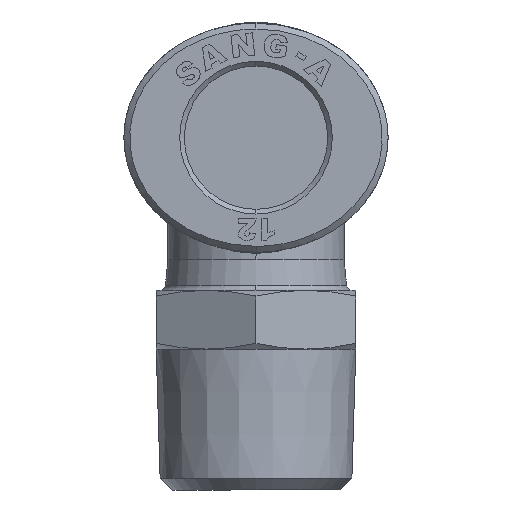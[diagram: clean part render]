
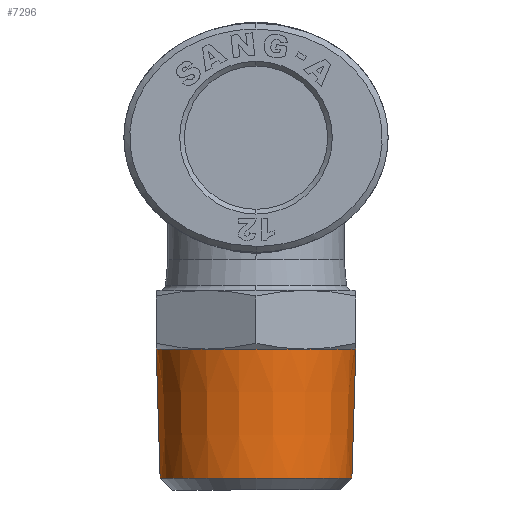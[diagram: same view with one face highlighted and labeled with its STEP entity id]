
A CAD part, left-side view. The second image highlights one B-rep face of the part: STEP entity #7296.
In plain terms, the highlighted conical face has half-angle 1.754 degrees and reference radius 8.5 mm.
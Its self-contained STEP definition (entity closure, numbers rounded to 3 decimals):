
#805 = CARTESIAN_POINT ( 'NONE',  ( -12.928, 0., -18. ) ) ;
#935 = CARTESIAN_POINT ( 'NONE',  ( -12.928, 0., -18. ) ) ;
#1254 = DIRECTION ( 'NONE',  ( 0., 0.031, 1. ) ) ;
#1313 = DIRECTION ( 'NONE',  ( 1., 0., 0. ) ) ;
#1599 = VERTEX_POINT ( 'NONE', #17969 ) ;
#3222 = DIRECTION ( 'NONE',  ( 0., 0., 1. ) ) ;
#3336 = CARTESIAN_POINT ( 'NONE',  ( -12.928, 8.5, -18. ) ) ;
#4077 = AXIS2_PLACEMENT_3D ( 'NONE', #935, #13739, #22140 ) ;
#4812 = DIRECTION ( 'NONE',  ( 0., -0.031, 1. ) ) ;
#5022 = CARTESIAN_POINT ( 'NONE',  ( -12.928, 0., -18. ) ) ;
#5097 = ORIENTED_EDGE ( 'NONE', *, *, #15877, .F. ) ;
#5132 = CIRCLE ( 'NONE', #25174, 8.5 ) ;
#5268 = EDGE_CURVE ( 'NONE', #6389, #1599, #7916, .T. ) ;
#6167 = CARTESIAN_POINT ( 'NONE',  ( -12.928, 8.163, -29. ) ) ;
#6389 = VERTEX_POINT ( 'NONE', #25384 ) ;
#6770 = CARTESIAN_POINT ( 'NONE',  ( -12.928, 0., -29. ) ) ;
#7085 = ORIENTED_EDGE ( 'NONE', *, *, #5268, .T. ) ;
#7296 = ADVANCED_FACE ( 'NONE', ( #19240 ), #22846, .T. ) ;
#7461 = VERTEX_POINT ( 'NONE', #6167 ) ;
#7916 = LINE ( 'NONE', #17017, #18373 ) ;
#9163 = DIRECTION ( 'NONE',  ( 0., 0., 1. ) ) ;
#9407 = AXIS2_PLACEMENT_3D ( 'NONE', #805, #9163, #21722 ) ;
#9832 = DIRECTION ( 'NONE',  ( 0., 0., 1. ) ) ;
#10587 = VECTOR ( 'NONE', #1254, 1000. ) ;
#11944 = EDGE_LOOP ( 'NONE', ( #5097, #22887, #7085, #20061, #19782, #24308 ) ) ;
#13029 = VERTEX_POINT ( 'NONE', #16380 ) ;
#13739 = DIRECTION ( 'NONE',  ( 0., 0., 1. ) ) ;
#13916 = EDGE_CURVE ( 'NONE', #13029, #1599, #5132, .T. ) ;
#15877 = EDGE_CURVE ( 'NONE', #7461, #25559, #16098, .T. ) ;
#16098 = LINE ( 'NONE', #3336, #10587 ) ;
#16380 = CARTESIAN_POINT ( 'NONE',  ( -20.29, -4.25, -18. ) ) ;
#16832 = EDGE_CURVE ( 'NONE', #25559, #18701, #18009, .T. ) ;
#17017 = CARTESIAN_POINT ( 'NONE',  ( -12.928, -8.5, -18. ) ) ;
#17969 = CARTESIAN_POINT ( 'NONE',  ( -12.928, -8.5, -18. ) ) ;
#18009 = CIRCLE ( 'NONE', #23834, 8.5 ) ;
#18087 = CIRCLE ( 'NONE', #9407, 8.5 ) ;
#18370 = CARTESIAN_POINT ( 'NONE',  ( -20.29, 4.25, -18. ) ) ;
#18373 = VECTOR ( 'NONE', #4812, 1000. ) ;
#18701 = VERTEX_POINT ( 'NONE', #18370 ) ;
#19194 = DIRECTION ( 'NONE',  ( 0., 0., 1. ) ) ;
#19240 = FACE_OUTER_BOUND ( 'NONE', #11944, .T. ) ;
#19782 = ORIENTED_EDGE ( 'NONE', *, *, #21438, .F. ) ;
#20061 = ORIENTED_EDGE ( 'NONE', *, *, #13916, .F. ) ;
#21291 = DIRECTION ( 'NONE',  ( 1., 0., 0. ) ) ;
#21438 = EDGE_CURVE ( 'NONE', #18701, #13029, #18087, .T. ) ;
#21613 = DIRECTION ( 'NONE',  ( 1., 0., 0. ) ) ;
#21722 = DIRECTION ( 'NONE',  ( 1., 0., 0. ) ) ;
#22140 = DIRECTION ( 'NONE',  ( 0., -1., 0. ) ) ;
#22846 = CONICAL_SURFACE ( 'NONE', #4077, 8.5, 0.031 ) ;
#22887 = ORIENTED_EDGE ( 'NONE', *, *, #24310, .T. ) ;
#23053 = CARTESIAN_POINT ( 'NONE',  ( -12.928, 8.5, -18. ) ) ;
#23834 = AXIS2_PLACEMENT_3D ( 'NONE', #5022, #3222, #21613 ) ;
#24308 = ORIENTED_EDGE ( 'NONE', *, *, #16832, .F. ) ;
#24310 = EDGE_CURVE ( 'NONE', #7461, #6389, #24597, .T. ) ;
#24597 = CIRCLE ( 'NONE', #26231, 8.163 ) ;
#25174 = AXIS2_PLACEMENT_3D ( 'NONE', #26434, #9832, #1313 ) ;
#25384 = CARTESIAN_POINT ( 'NONE',  ( -12.928, -8.163, -29. ) ) ;
#25559 = VERTEX_POINT ( 'NONE', #23053 ) ;
#26231 = AXIS2_PLACEMENT_3D ( 'NONE', #6770, #19194, #21291 ) ;
#26434 = CARTESIAN_POINT ( 'NONE',  ( -12.928, 0., -18. ) ) ;
